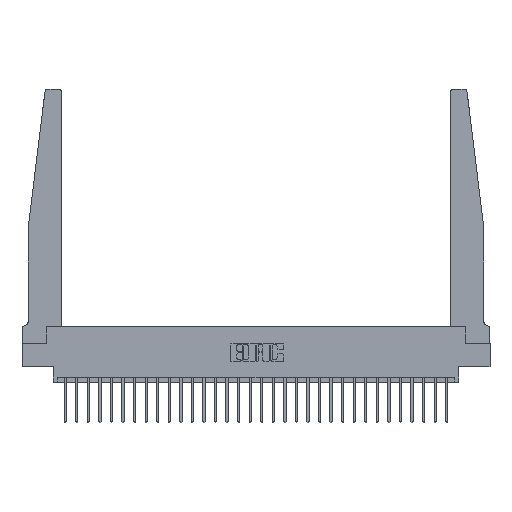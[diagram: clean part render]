
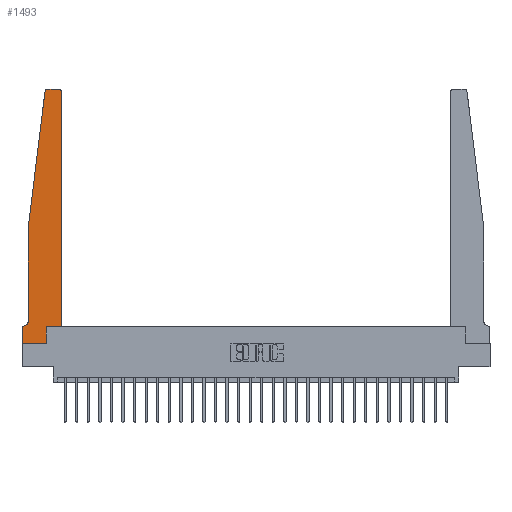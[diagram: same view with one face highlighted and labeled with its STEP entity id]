
A CAD part, top view. The second image highlights one B-rep face of the part: STEP entity #1493.
In plain terms, the highlighted planar face has unit normal (0, 0, 1).
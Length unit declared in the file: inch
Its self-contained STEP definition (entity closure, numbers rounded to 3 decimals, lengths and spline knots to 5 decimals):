
#21 = CARTESIAN_POINT ( 'NONE',  ( 0.25, 2.75, 0.37 ) ) ;
#105 = EDGE_CURVE ( 'NONE', #27533, #1500, #15178, .T. ) ;
#809 = LINE ( 'NONE', #5282, #24043 ) ;
#1056 = LINE ( 'NONE', #9903, #16680 ) ;
#1151 = DIRECTION ( 'NONE',  ( 0., 1., 0. ) ) ;
#1164 = DIRECTION ( 'NONE',  ( -0.122, -0.992, 0. ) ) ;
#1192 = VECTOR ( 'NONE', #1151, 39.37008 ) ;
#1364 = ORIENTED_EDGE ( 'NONE', *, *, #20903, .T. ) ;
#1493 = ADVANCED_FACE ( 'NONE', ( #12840 ), #21944, .T. ) ;
#1500 = VERTEX_POINT ( 'NONE', #10952 ) ;
#1680 = DIRECTION ( 'NONE',  ( 0., 0., 1. ) ) ;
#2007 = VERTEX_POINT ( 'NONE', #17021 ) ;
#2379 = ORIENTED_EDGE ( 'NONE', *, *, #6780, .T. ) ;
#3566 = DIRECTION ( 'NONE',  ( 1., 0., 0. ) ) ;
#3984 = DIRECTION ( 'NONE',  ( 1., 0., 0. ) ) ;
#4021 = VERTEX_POINT ( 'NONE', #25226 ) ;
#4335 = DIRECTION ( 'NONE',  ( 0., -1., 0. ) ) ;
#4468 = ORIENTED_EDGE ( 'NONE', *, *, #16741, .T. ) ;
#4828 = DIRECTION ( 'NONE',  ( 1., 0., 0. ) ) ;
#5228 = EDGE_CURVE ( 'NONE', #9436, #4021, #13495, .T. ) ;
#5282 = CARTESIAN_POINT ( 'NONE',  ( 0.065, 0.1875, 0.37 ) ) ;
#5639 = DIRECTION ( 'NONE',  ( 1., 0., 0. ) ) ;
#6020 = DIRECTION ( 'NONE',  ( -1., 0., 0. ) ) ;
#6076 = CARTESIAN_POINT ( 'NONE',  ( 0.065, 1.25, 0.37 ) ) ;
#6386 = CARTESIAN_POINT ( 'NONE',  ( 0.425, 0.18, 0.37 ) ) ;
#6712 = CARTESIAN_POINT ( 'NONE',  ( 0.425, 0.18, 0.37 ) ) ;
#6780 = EDGE_CURVE ( 'NONE', #15363, #19605, #18856, .T. ) ;
#7230 = CARTESIAN_POINT ( 'NONE',  ( 0.24675, 2.72367, 0.37 ) ) ;
#7581 = VERTEX_POINT ( 'NONE', #27632 ) ;
#8279 = EDGE_CURVE ( 'NONE', #4021, #15363, #23030, .T. ) ;
#8388 = ORIENTED_EDGE ( 'NONE', *, *, #24428, .T. ) ;
#8659 = CARTESIAN_POINT ( 'NONE',  ( 0., 0., 0.37 ) ) ;
#8850 = DIRECTION ( 'NONE',  ( -1., 0., 0. ) ) ;
#8943 = ORIENTED_EDGE ( 'NONE', *, *, #105, .T. ) ;
#9436 = VERTEX_POINT ( 'NONE', #10892 ) ;
#9547 = ORIENTED_EDGE ( 'NONE', *, *, #14277, .T. ) ;
#9903 = CARTESIAN_POINT ( 'NONE',  ( 0., 0., 0.37 ) ) ;
#9923 = VECTOR ( 'NONE', #1164, 39.37008 ) ;
#10268 = EDGE_CURVE ( 'NONE', #7581, #26838, #22355, .T. ) ;
#10281 = LINE ( 'NONE', #27949, #26481 ) ;
#10550 = AXIS2_PLACEMENT_3D ( 'NONE', #16813, #27958, #5639 ) ;
#10806 = CARTESIAN_POINT ( 'NONE',  ( 0., 0.1875, 0.37 ) ) ;
#10892 = CARTESIAN_POINT ( 'NONE',  ( 0.395, 2.75, 0.37 ) ) ;
#10952 = CARTESIAN_POINT ( 'NONE',  ( 0.015, 0.1875, 0.37 ) ) ;
#12465 = CARTESIAN_POINT ( 'NONE',  ( 0.425, 0.18, 0.37 ) ) ;
#12693 = CARTESIAN_POINT ( 'NONE',  ( 0.425, 2.72, 0.37 ) ) ;
#12840 = FACE_OUTER_BOUND ( 'NONE', #18781, .T. ) ;
#13495 = LINE ( 'NONE', #21, #15495 ) ;
#14259 = AXIS2_PLACEMENT_3D ( 'NONE', #16334, #28476, #6020 ) ;
#14277 = EDGE_CURVE ( 'NONE', #21950, #7581, #10281, .T. ) ;
#14807 = VERTEX_POINT ( 'NONE', #12693 ) ;
#14937 = CARTESIAN_POINT ( 'NONE',  ( 0.065, 1.25, 0.37 ) ) ;
#15154 = ORIENTED_EDGE ( 'NONE', *, *, #8279, .T. ) ;
#15178 = CIRCLE ( 'NONE', #14259, 0.05 ) ;
#15312 = EDGE_CURVE ( 'NONE', #19605, #27533, #24191, .T. ) ;
#15363 = VERTEX_POINT ( 'NONE', #7230 ) ;
#15495 = VECTOR ( 'NONE', #8850, 39.37008 ) ;
#16334 = CARTESIAN_POINT ( 'NONE',  ( 0.015, 0.2375, 0.37 ) ) ;
#16632 = CARTESIAN_POINT ( 'NONE',  ( 0.395, 2.72, 0.37 ) ) ;
#16680 = VECTOR ( 'NONE', #23216, 39.37008 ) ;
#16741 = EDGE_CURVE ( 'NONE', #14807, #9436, #26140, .T. ) ;
#16813 = CARTESIAN_POINT ( 'NONE',  ( 0.27653, 2.72, 0.37 ) ) ;
#16878 = ORIENTED_EDGE ( 'NONE', *, *, #5228, .T. ) ;
#17021 = CARTESIAN_POINT ( 'NONE',  ( 0., 0., 0.37 ) ) ;
#17872 = EDGE_CURVE ( 'NONE', #26838, #14807, #25215, .T. ) ;
#18343 = DIRECTION ( 'NONE',  ( -1., 0., 0. ) ) ;
#18781 = EDGE_LOOP ( 'NONE', ( #16878, #15154, #2379, #24076, #8943, #27743, #8388, #1364, #9547, #23435, #21488, #4468 ) ) ;
#18856 = LINE ( 'NONE', #6076, #9923 ) ;
#19287 = VECTOR ( 'NONE', #19831, 39.37008 ) ;
#19605 = VERTEX_POINT ( 'NONE', #23429 ) ;
#19831 = DIRECTION ( 'NONE',  ( 1., 0., 0. ) ) ;
#20334 = VECTOR ( 'NONE', #4828, 39.37008 ) ;
#20903 = EDGE_CURVE ( 'NONE', #2007, #21950, #26209, .T. ) ;
#21488 = ORIENTED_EDGE ( 'NONE', *, *, #17872, .T. ) ;
#21944 = PLANE ( 'NONE',  #27422 ) ;
#21950 = VERTEX_POINT ( 'NONE', #23456 ) ;
#22355 = LINE ( 'NONE', #6712, #20334 ) ;
#23030 = CIRCLE ( 'NONE', #10550, 0.03 ) ;
#23216 = DIRECTION ( 'NONE',  ( 0., -1., 0. ) ) ;
#23429 = CARTESIAN_POINT ( 'NONE',  ( 0.065, 1.25, 0.37 ) ) ;
#23435 = ORIENTED_EDGE ( 'NONE', *, *, #10268, .T. ) ;
#23456 = CARTESIAN_POINT ( 'NONE',  ( 0.2605, 0., 0.37 ) ) ;
#23722 = DIRECTION ( 'NONE',  ( 0., 1., 0. ) ) ;
#23822 = AXIS2_PLACEMENT_3D ( 'NONE', #16632, #27645, #3566 ) ;
#23844 = EDGE_CURVE ( 'NONE', #1500, #24087, #809, .T. ) ;
#24043 = VECTOR ( 'NONE', #18343, 39.37008 ) ;
#24076 = ORIENTED_EDGE ( 'NONE', *, *, #15312, .T. ) ;
#24087 = VERTEX_POINT ( 'NONE', #27768 ) ;
#24191 = LINE ( 'NONE', #14937, #28308 ) ;
#24428 = EDGE_CURVE ( 'NONE', #24087, #2007, #1056, .T. ) ;
#25215 = LINE ( 'NONE', #12465, #1192 ) ;
#25226 = CARTESIAN_POINT ( 'NONE',  ( 0.27653, 2.75, 0.37 ) ) ;
#25905 = CARTESIAN_POINT ( 'NONE',  ( 0.065, 0.2375, 0.37 ) ) ;
#26140 = CIRCLE ( 'NONE', #23822, 0.03 ) ;
#26209 = LINE ( 'NONE', #8659, #19287 ) ;
#26481 = VECTOR ( 'NONE', #23722, 39.37008 ) ;
#26838 = VERTEX_POINT ( 'NONE', #6386 ) ;
#27422 = AXIS2_PLACEMENT_3D ( 'NONE', #10806, #1680, #3984 ) ;
#27533 = VERTEX_POINT ( 'NONE', #25905 ) ;
#27632 = CARTESIAN_POINT ( 'NONE',  ( 0.2605, 0.18, 0.37 ) ) ;
#27645 = DIRECTION ( 'NONE',  ( 0., 0., 1. ) ) ;
#27743 = ORIENTED_EDGE ( 'NONE', *, *, #23844, .T. ) ;
#27768 = CARTESIAN_POINT ( 'NONE',  ( 0., 0.1875, 0.37 ) ) ;
#27949 = CARTESIAN_POINT ( 'NONE',  ( 0.2605, 0.18, 0.37 ) ) ;
#27958 = DIRECTION ( 'NONE',  ( 0., 0., 1. ) ) ;
#28308 = VECTOR ( 'NONE', #4335, 39.37008 ) ;
#28476 = DIRECTION ( 'NONE',  ( 0., 0., -1. ) ) ;
